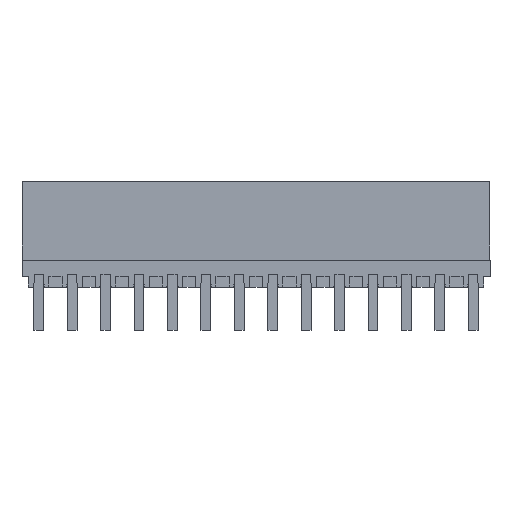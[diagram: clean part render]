
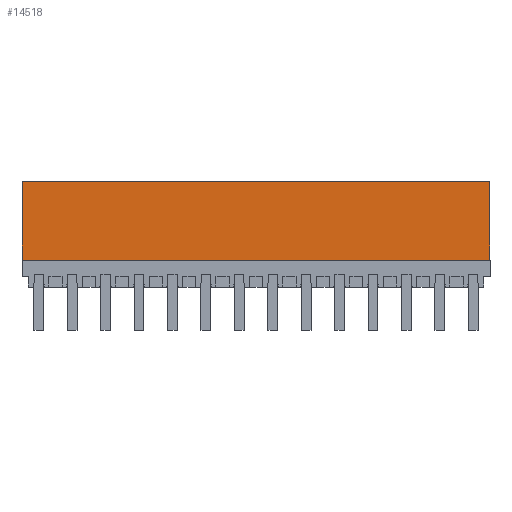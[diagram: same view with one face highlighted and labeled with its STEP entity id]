
A CAD part, front view. The second image highlights one B-rep face of the part: STEP entity #14518.
In plain terms, the highlighted planar face has unit normal (0, -1, 0).
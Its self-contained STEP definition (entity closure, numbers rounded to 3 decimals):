
#14505=AXIS2_PLACEMENT_3D('Plane Axis2P3D',#14502,#14503,#14504) ;
#4931=CARTESIAN_POINT('Line Origine',(49.,0.,11.45)) ;
#4935=CARTESIAN_POINT('Vertex',(49.,0.,15.55)) ;
#4937=CARTESIAN_POINT('Vertex',(49.,0.,7.35)) ;
#8766=CARTESIAN_POINT('Vertex',(0.,0.,7.35)) ;
#8769=CARTESIAN_POINT('Line Origine',(0.,0.,11.45)) ;
#8773=CARTESIAN_POINT('Vertex',(0.,0.,15.55)) ;
#9307=CARTESIAN_POINT('Line Origine',(24.5,0.,7.35)) ;
#14502=CARTESIAN_POINT('Axis2P3D Location',(34.3,0.,15.55)) ;
#14507=CARTESIAN_POINT('Line Origine',(24.5,0.,15.55)) ;
#4932=DIRECTION('Vector Direction',(0.,0.,-1.)) ;
#8770=DIRECTION('Vector Direction',(0.,0.,-1.)) ;
#9308=DIRECTION('Vector Direction',(1.,0.,0.)) ;
#14503=DIRECTION('Axis2P3D Direction',(0.,-1.,0.)) ;
#14504=DIRECTION('Axis2P3D XDirection',(0.,0.,-1.)) ;
#14508=DIRECTION('Vector Direction',(1.,0.,0.)) ;
#4933=VECTOR('Line Direction',#4932,1.) ;
#8771=VECTOR('Line Direction',#8770,1.) ;
#9309=VECTOR('Line Direction',#9308,1.) ;
#14509=VECTOR('Line Direction',#14508,1.) ;
#14513=ORIENTED_EDGE('',*,*,#8775,.T.) ;
#14514=ORIENTED_EDGE('',*,*,#9311,.F.) ;
#14515=ORIENTED_EDGE('',*,*,#4939,.F.) ;
#14516=ORIENTED_EDGE('',*,*,#14511,.F.) ;
#14518=ADVANCED_FACE('HOUSING',(#14517),#14506,.T.) ;
#4939=EDGE_CURVE('',#4936,#4938,#4934,.T.) ;
#8775=EDGE_CURVE('',#8774,#8767,#8772,.T.) ;
#9311=EDGE_CURVE('',#4938,#8767,#9310,.F.) ;
#14511=EDGE_CURVE('',#8774,#4936,#14510,.T.) ;
#14512=EDGE_LOOP('',(#14513,#14514,#14515,#14516)) ;
#14517=FACE_OUTER_BOUND('',#14512,.T.) ;
#4934=LINE('Line',#4931,#4933) ;
#8772=LINE('Line',#8769,#8771) ;
#9310=LINE('Line',#9307,#9309) ;
#14510=LINE('Line',#14507,#14509) ;
#14506=PLANE('',#14505) ;
#4936=VERTEX_POINT('',#4935) ;
#4938=VERTEX_POINT('',#4937) ;
#8767=VERTEX_POINT('',#8766) ;
#8774=VERTEX_POINT('',#8773) ;
